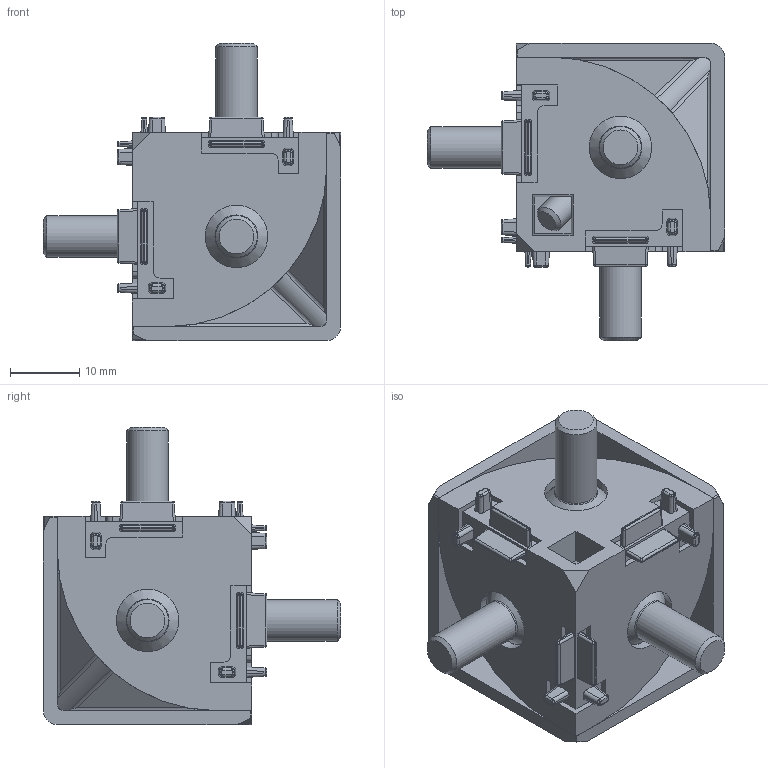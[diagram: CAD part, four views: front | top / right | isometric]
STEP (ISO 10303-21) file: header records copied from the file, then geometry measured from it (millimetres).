
FILE_DESCRIPTION(/* description */ (''),/* implementation_level */ '2;1');
FILE_NAME(/* name */ '11095_KriTec_Eckverbindungssatz_6_30x30x30_mit_Kappe_und_Schrauben.stp',/* time_stamp */ '2020-02-18T10:03:42+01:00',/* author */ ('Nell'),/* organization */ (''),/* preprocessor_version */ 'ST-DEVELOPER v17',/* originating_system */ 'Autodesk Inventor 2018',/* authorisation */ '');
FILE_SCHEMA (('AUTOMOTIVE_DESIGN { 1 0 10303 214 3 1 1 }'));
Length unit declared in the file: millimetre
Products named in the file (4): 11095_KriTec_Eckverbindungssatz_6_30x30x30_mit_Kappe_und_Schrauben; 11091_KriTec_Eckverbinder_8_30x30x30; 11092; DIN 7991 - M6x16
Assembly tree (5 placements, depth 2):
  11095_KriTec_Eckverbindungssatz_6_30x30x30_mit_Kappe_und_Schrauben
    11091_KriTec_Eckverbinder_8_30x30x30
    11092
    DIN 7991 - M6x16  x3
Bounding box: 42.8 x 42.8 x 42.8 mm (x, y, z)
Volume: 14431.1 mm3; surface area: 12677.4 mm2
Topology: 5 solids, 5 shells, 524 faces, 1360 edges, 858 vertices
Faces by surface type: plane 259, cylinder 150, bspline 71, sphere 25, cone 10, torus 9
Full cylindrical faces by diameter (mm): 4.2 x1, 5 x1, 6 x3, 9 x3, 12 x3
Entity records: 17047 total; most frequent: CARTESIAN_POINT 4754, ORIENTED_EDGE 2566, DIRECTION 2559, EDGE_CURVE 1283, AXIS2_PLACEMENT_3D 889, VERTEX_POINT 812, LINE 781, VECTOR 781
